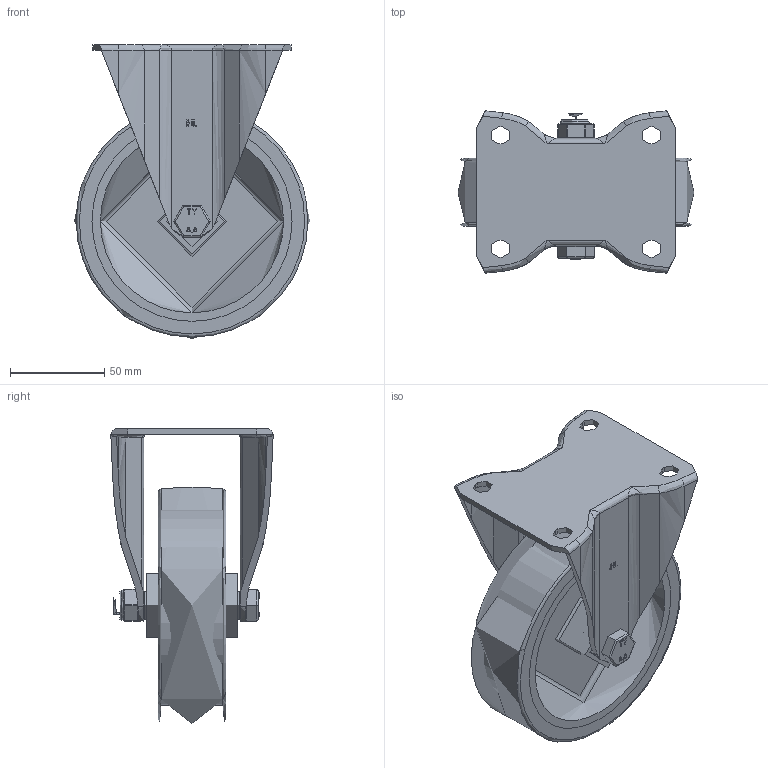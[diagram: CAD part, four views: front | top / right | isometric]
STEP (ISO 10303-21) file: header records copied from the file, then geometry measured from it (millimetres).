
FILE_DESCRIPTION(/* description */ (''),/* implementation_level */ '2;1');
FILE_NAME(/* name */ 'BZHF125NPB.step',/* time_stamp */ '2024-10-17T16:32:08+01:00',/* author */ (''),/* organization */ (''),/* preprocessor_version */ 'ST-DEVELOPER v20',/* originating_system */ 'Autodesk Translation Framework v13.20.0.188',/* authorisation */ '');
FILE_SCHEMA (('AUTOMOTIVE_DESIGN { 1 0 10303 214 3 1 1 }'));
Length unit declared in the file: millimetre
Products named in the file (20): BZHF125NPB; BZHF125AS v1; ZINC PLATED, PRESSED STEEL BRACKET; BZH125WNPRB61 v1; POLYURETHANE TYRE; NYLON RIM; NYLON RIM Geometry; CAP; ROLLER BEARINGS; CAGE; RIBS; Component7; TUBEM15X50 v1; ZINC PLATED AXLE TUBE; HEXBOLTM10X70Z8.8 v2; GRADE 8.8 THREADED ZINC PLATED BOLT; NYLOCM10Z v1; NYLOC NUT; RUBBER; NUT
Assembly tree (27 placements, depth 5):
  BZHF125NPB
    BZHF125AS v1
      ZINC PLATED, PRESSED STEEL BRACKET
    BZH125WNPRB61 v1
      POLYURETHANE TYRE
      NYLON RIM
        NYLON RIM Geometry
        CAP
      ROLLER BEARINGS
        CAGE
        RIBS
          Component7  x9
    TUBEM15X50 v1
      ZINC PLATED AXLE TUBE
    HEXBOLTM10X70Z8.8 v2
      GRADE 8.8 THREADED ZINC PLATED BOLT
    NYLOCM10Z v1
      NYLOC NUT
        RUBBER
        NUT
Bounding box: 125 x 86 x 156 mm (x, y, z)
Volume: 312385.8 mm3; surface area: 137410.1 mm2
Topology: 18 solids, 18 shells, 470 faces, 1159 edges, 721 vertices
Faces by surface type: plane 218, cylinder 166, bspline 57, torus 17, sphere 12
Full cylindrical faces by diameter (mm): 4 x9, 8.141 x18, 9.85 x19, 10 x3, 10.2 x2, 10.5 x1, 12 x2, 15 x1, 15.2 x1, 15.5 x2, 16 x2, 22 x1, 23.5 x1, 27 x1, 27.2 x1, 34 x2, 97 x2, 106 x2
Entity records: 21266 total; most frequent: CARTESIAN_POINT 10196, ORIENTED_EDGE 2254, DIRECTION 2122, EDGE_CURVE 1127, AXIS2_PLACEMENT_3D 750, VERTEX_POINT 705, LINE 622, VECTOR 622
